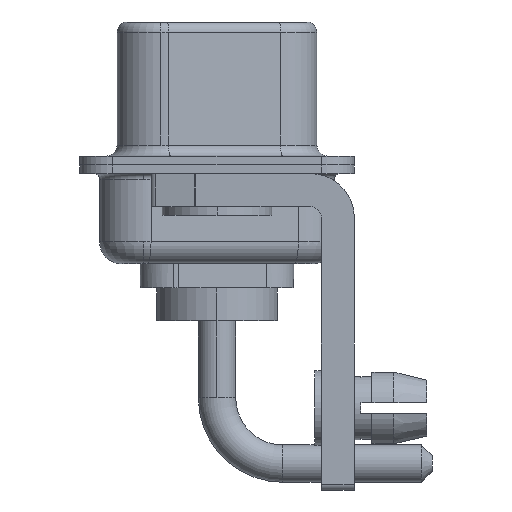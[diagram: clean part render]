
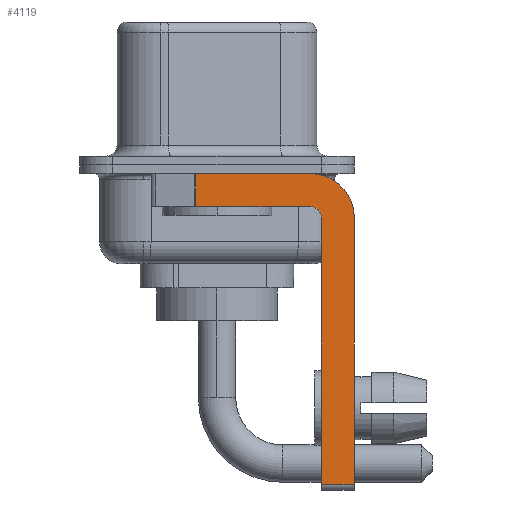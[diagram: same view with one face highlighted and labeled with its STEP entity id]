
A CAD part, left-side view. The second image highlights one B-rep face of the part: STEP entity #4119.
In plain terms, the highlighted planar face has unit normal (-1, 0, 0).
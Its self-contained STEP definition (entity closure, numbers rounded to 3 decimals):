
#161 = DIRECTION ( 'NONE',  ( 0., 1., 0. ) ) ;
#225 = CARTESIAN_POINT ( 'NONE',  ( -2.9, -4.25, -2.4 ) ) ;
#374 = VERTEX_POINT ( 'NONE', #7144 ) ;
#654 = PLANE ( 'NONE',  #1927 ) ;
#1145 = CARTESIAN_POINT ( 'NONE',  ( -2.9, -4.25, -0.4 ) ) ;
#1299 = DIRECTION ( 'NONE',  ( 0., 0., -1. ) ) ;
#1300 = AXIS2_PLACEMENT_3D ( 'NONE', #225, #15917, #9567 ) ;
#1361 = VECTOR ( 'NONE', #14551, 1000. ) ;
#1607 = DIRECTION ( 'NONE',  ( 0., 0., -1. ) ) ;
#1779 = VERTEX_POINT ( 'NONE', #1145 ) ;
#1925 = EDGE_CURVE ( 'NONE', #374, #8112, #5411, .T. ) ;
#1927 = AXIS2_PLACEMENT_3D ( 'NONE', #15088, #4658, #1607 ) ;
#2128 = CIRCLE ( 'NONE', #1300, 0.5 ) ;
#2501 = VECTOR ( 'NONE', #16518, 1000. ) ;
#2645 = ORIENTED_EDGE ( 'NONE', *, *, #13874, .F. ) ;
#2951 = ORIENTED_EDGE ( 'NONE', *, *, #1925, .F. ) ;
#2995 = VECTOR ( 'NONE', #10487, 1000. ) ;
#3002 = ORIENTED_EDGE ( 'NONE', *, *, #14181, .F. ) ;
#3070 = VERTEX_POINT ( 'NONE', #7942 ) ;
#3491 = EDGE_CURVE ( 'NONE', #3640, #7114, #7919, .T. ) ;
#3640 = VERTEX_POINT ( 'NONE', #10981 ) ;
#3736 = DIRECTION ( 'NONE',  ( 0., 0., -1. ) ) ;
#3753 = ORIENTED_EDGE ( 'NONE', *, *, #5890, .T. ) ;
#3785 = DIRECTION ( 'NONE',  ( 1., 0., 0. ) ) ;
#4119 = ADVANCED_FACE ( 'NONE', ( #8475 ), #654, .F. ) ;
#4238 = EDGE_CURVE ( 'NONE', #3070, #1779, #7687, .T. ) ;
#4658 = DIRECTION ( 'NONE',  ( 1., 0., 0. ) ) ;
#4755 = ORIENTED_EDGE ( 'NONE', *, *, #5427, .F. ) ;
#4763 = CARTESIAN_POINT ( 'NONE',  ( -2.9, 0.978, -1.9 ) ) ;
#5008 = DIRECTION ( 'NONE',  ( 0., -1., 0. ) ) ;
#5144 = AXIS2_PLACEMENT_3D ( 'NONE', #11347, #3785, #1299 ) ;
#5411 = LINE ( 'NONE', #6585, #2995 ) ;
#5427 = EDGE_CURVE ( 'NONE', #14524, #7396, #15527, .T. ) ;
#5603 = CARTESIAN_POINT ( 'NONE',  ( -2.9, -6.25, -14.55 ) ) ;
#5719 = ORIENTED_EDGE ( 'NONE', *, *, #4238, .F. ) ;
#5890 = EDGE_CURVE ( 'NONE', #3640, #8112, #7862, .T. ) ;
#6168 = ORIENTED_EDGE ( 'NONE', *, *, #3491, .F. ) ;
#6585 = CARTESIAN_POINT ( 'NONE',  ( -2.9, -6.25, -2.4 ) ) ;
#6652 = CARTESIAN_POINT ( 'NONE',  ( -2.9, -4.75, -14.8 ) ) ;
#7114 = VERTEX_POINT ( 'NONE', #8393 ) ;
#7144 = CARTESIAN_POINT ( 'NONE',  ( -2.9, -6.25, -2.4 ) ) ;
#7396 = VERTEX_POINT ( 'NONE', #14074 ) ;
#7687 = LINE ( 'NONE', #15328, #2501 ) ;
#7862 = LINE ( 'NONE', #10420, #9066 ) ;
#7919 = LINE ( 'NONE', #6652, #1361 ) ;
#7942 = CARTESIAN_POINT ( 'NONE',  ( -2.9, 0.978, -0.4 ) ) ;
#8112 = VERTEX_POINT ( 'NONE', #5603 ) ;
#8393 = CARTESIAN_POINT ( 'NONE',  ( -2.9, -4.75, -2.4 ) ) ;
#8475 = FACE_OUTER_BOUND ( 'NONE', #12868, .T. ) ;
#9066 = VECTOR ( 'NONE', #5008, 1000. ) ;
#9111 = EDGE_CURVE ( 'NONE', #3070, #7396, #16545, .T. ) ;
#9567 = DIRECTION ( 'NONE',  ( 0., 0., 1. ) ) ;
#10132 = CARTESIAN_POINT ( 'NONE',  ( -2.9, -4.25, -1.9 ) ) ;
#10420 = CARTESIAN_POINT ( 'NONE',  ( -2.9, -4.25, -14.55 ) ) ;
#10487 = DIRECTION ( 'NONE',  ( 0., 0., -1. ) ) ;
#10981 = CARTESIAN_POINT ( 'NONE',  ( -2.9, -4.75, -14.55 ) ) ;
#11347 = CARTESIAN_POINT ( 'NONE',  ( -2.9, -4.25, -2.4 ) ) ;
#12868 = EDGE_LOOP ( 'NONE', ( #5719, #13115, #4755, #2645, #6168, #3753, #2951, #3002 ) ) ;
#13115 = ORIENTED_EDGE ( 'NONE', *, *, #9111, .T. ) ;
#13529 = CIRCLE ( 'NONE', #5144, 2. ) ;
#13874 = EDGE_CURVE ( 'NONE', #7114, #14524, #2128, .T. ) ;
#14074 = CARTESIAN_POINT ( 'NONE',  ( -2.9, 0.978, -1.9 ) ) ;
#14181 = EDGE_CURVE ( 'NONE', #1779, #374, #13529, .T. ) ;
#14214 = VECTOR ( 'NONE', #3736, 1000. ) ;
#14262 = CARTESIAN_POINT ( 'NONE',  ( -2.9, -4.25, -1.9 ) ) ;
#14475 = VECTOR ( 'NONE', #161, 1000. ) ;
#14524 = VERTEX_POINT ( 'NONE', #10132 ) ;
#14551 = DIRECTION ( 'NONE',  ( 0., 0., 1. ) ) ;
#15088 = CARTESIAN_POINT ( 'NONE',  ( -2.9, -4.25, -2.4 ) ) ;
#15328 = CARTESIAN_POINT ( 'NONE',  ( -2.9, 3., -0.4 ) ) ;
#15527 = LINE ( 'NONE', #14262, #14475 ) ;
#15917 = DIRECTION ( 'NONE',  ( -1., 0., 0. ) ) ;
#16518 = DIRECTION ( 'NONE',  ( 0., -1., 0. ) ) ;
#16545 = LINE ( 'NONE', #4763, #14214 ) ;
